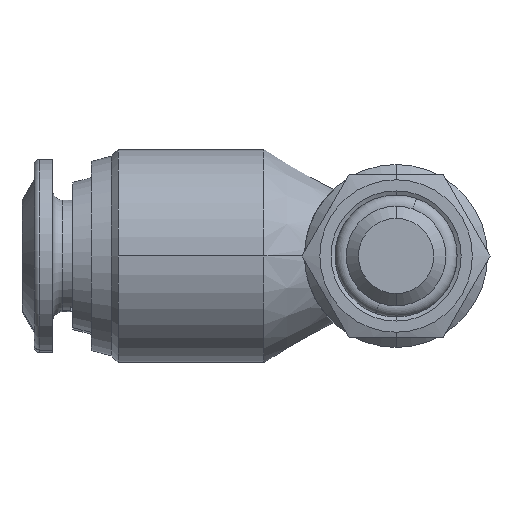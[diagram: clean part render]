
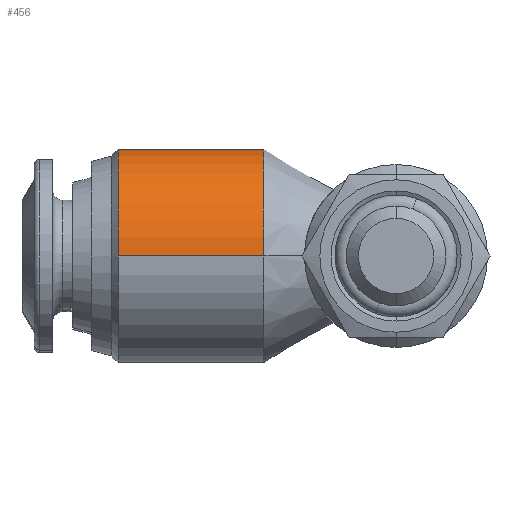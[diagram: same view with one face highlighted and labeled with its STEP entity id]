
A CAD part, front view. The second image highlights one B-rep face of the part: STEP entity #456.
In plain terms, the highlighted cylindrical face has radius 5.25 mm (diameter 10.5 mm), a partial arc.
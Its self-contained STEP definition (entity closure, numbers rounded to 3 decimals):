
#456 = ADVANCED_FACE ( 'NONE', ( #1413 ), #1417, .T. ) ;
#811 = CARTESIAN_POINT ( 'NONE',  ( -13.668, 15.55, 5.25 ) ) ;
#812 = CARTESIAN_POINT ( 'NONE',  ( -6.5, 10.3, 0. ) ) ;
#813 = CARTESIAN_POINT ( 'NONE',  ( -6.5, 20.8, 0. ) ) ;
#816 = CARTESIAN_POINT ( 'NONE',  ( -13.668, 20.8, 0. ) ) ;
#827 = CARTESIAN_POINT ( 'NONE',  ( -13.668, 10.3, 0. ) ) ;
#1413 = FACE_OUTER_BOUND ( 'NONE', #5844, .T. ) ;
#1417 = CYLINDRICAL_SURFACE ( 'NONE', #1999, 5.25 ) ;
#1999 = AXIS2_PLACEMENT_3D ( 'NONE', #2383, #2394, #2391 ) ;
#2383 = CARTESIAN_POINT ( 'NONE',  ( -21.5, 15.55, 0. ) ) ;
#2391 = DIRECTION ( 'NONE',  ( 0., -1., 0. ) ) ;
#2394 = DIRECTION ( 'NONE',  ( -1., 0., 0. ) ) ;
#2614 = ORIENTED_EDGE ( 'NONE', *, *, #2883, .T. ) ;
#2616 = ORIENTED_EDGE ( 'NONE', *, *, #3272, .T. ) ;
#2618 = ORIENTED_EDGE ( 'NONE', *, *, #3273, .T. ) ;
#2620 = ORIENTED_EDGE ( 'NONE', *, *, #2876, .T. ) ;
#2622 = ORIENTED_EDGE ( 'NONE', *, *, #3274, .F. ) ;
#2876 = EDGE_CURVE ( 'NONE', #3651, #3667, #5181, .T. ) ;
#2883 = EDGE_CURVE ( 'NONE', #3652, #3653, #5191, .T. ) ;
#3173 = DIRECTION ( 'NONE',  ( -1., 0., 0. ) ) ;
#3174 = CARTESIAN_POINT ( 'NONE',  ( -21.5, 10.3, 0. ) ) ;
#3180 = CARTESIAN_POINT ( 'NONE',  ( -21.5, 20.8, 0. ) ) ;
#3181 = DIRECTION ( 'NONE',  ( -1., 0., 0. ) ) ;
#3183 = CARTESIAN_POINT ( 'NONE',  ( -13.668, 15.55, 0. ) ) ;
#3184 = DIRECTION ( 'NONE',  ( 1., 0., 0. ) ) ;
#3185 = DIRECTION ( 'NONE',  ( 0., 0., 1. ) ) ;
#3272 = EDGE_CURVE ( 'NONE', #3653, #3656, #5285, .T. ) ;
#3273 = EDGE_CURVE ( 'NONE', #3656, #3651, #5282, .T. ) ;
#3274 = EDGE_CURVE ( 'NONE', #3652, #3667, #5287, .T. ) ;
#3651 = VERTEX_POINT ( 'NONE', #811 ) ;
#3652 = VERTEX_POINT ( 'NONE', #812 ) ;
#3653 = VERTEX_POINT ( 'NONE', #813 ) ;
#3656 = VERTEX_POINT ( 'NONE', #816 ) ;
#3667 = VERTEX_POINT ( 'NONE', #827 ) ;
#4695 = CARTESIAN_POINT ( 'NONE',  ( -13.668, 15.55, 0. ) ) ;
#4696 = DIRECTION ( 'NONE',  ( 1., 0., 0. ) ) ;
#4697 = DIRECTION ( 'NONE',  ( 0., 0., 1. ) ) ;
#4749 = CARTESIAN_POINT ( 'NONE',  ( -6.5, 15.55, 0. ) ) ;
#4750 = DIRECTION ( 'NONE',  ( -1., 0., 0. ) ) ;
#4751 = DIRECTION ( 'NONE',  ( 0., -1., 0. ) ) ;
#5181 = CIRCLE ( 'NONE', #6081, 5.25 ) ;
#5191 = CIRCLE ( 'NONE', #6083, 5.25 ) ;
#5282 = CIRCLE ( 'NONE', #6094, 5.25 ) ;
#5285 = LINE ( 'NONE', #3180, #5286 ) ;
#5286 = VECTOR ( 'NONE', #3181, 1000. ) ;
#5287 = LINE ( 'NONE', #3174, #5289 ) ;
#5289 = VECTOR ( 'NONE', #3173, 1000. ) ;
#5844 = EDGE_LOOP ( 'NONE', ( #2614, #2616, #2618, #2620, #2622 ) ) ;
#6081 = AXIS2_PLACEMENT_3D ( 'NONE', #4695, #4696, #4697 ) ;
#6083 = AXIS2_PLACEMENT_3D ( 'NONE', #4749, #4750, #4751 ) ;
#6094 = AXIS2_PLACEMENT_3D ( 'NONE', #3183, #3184, #3185 ) ;
